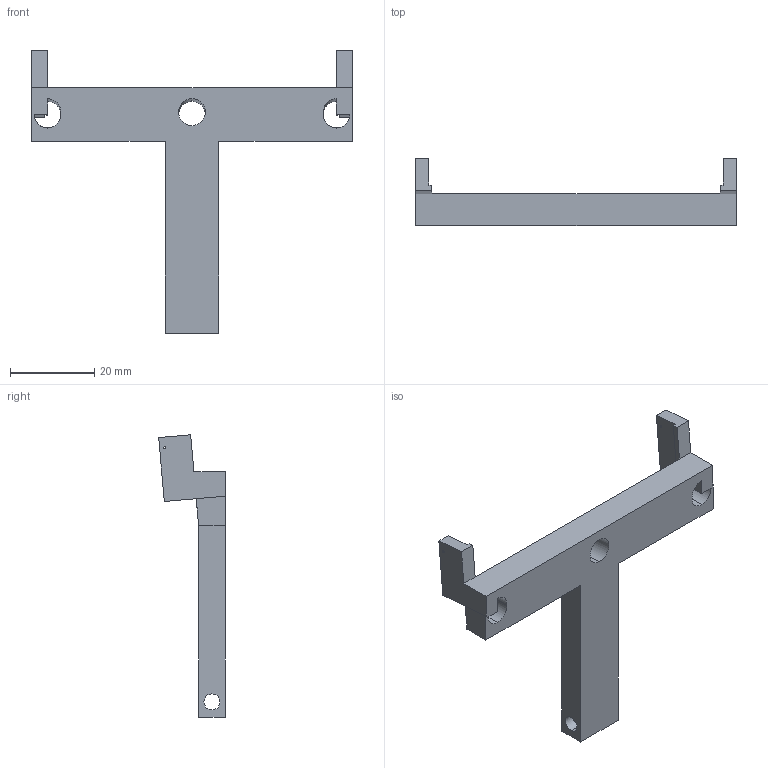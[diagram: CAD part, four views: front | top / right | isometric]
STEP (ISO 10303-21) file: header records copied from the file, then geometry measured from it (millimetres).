
FILE_DESCRIPTION (( 'STEP AP203' ), '1' );
FILE_NAME ('Single_pulley_Clamp_Default_sldprt.STEP', '2018-03-08T21:37:54', ( '' ), ( '' ), 'SwSTEP 2.0', 'SolidWorks 2017', '' );
FILE_SCHEMA (( 'CONFIG_CONTROL_DESIGN' ));
Length unit declared in the file: inch
Products named in the file (1): Single_pulley_Clamp_Default_sldprt
Bounding box: 76.31 x 15.82 x 67.07 mm (x, y, z)
Volume: 10417 mm3; surface area: 6021.9 mm2
Topology: 1 solids, 1 shells, 47 faces, 133 edges, 86 vertices
Faces by surface type: plane 33, cylinder 14
Entity records: 1610 total; most frequent: CARTESIAN_POINT 297, ORIENTED_EDGE 266, DIRECTION 243, EDGE_CURVE 133, LINE 99, VECTOR 99, VERTEX_POINT 86, AXIS2_PLACEMENT_3D 72
